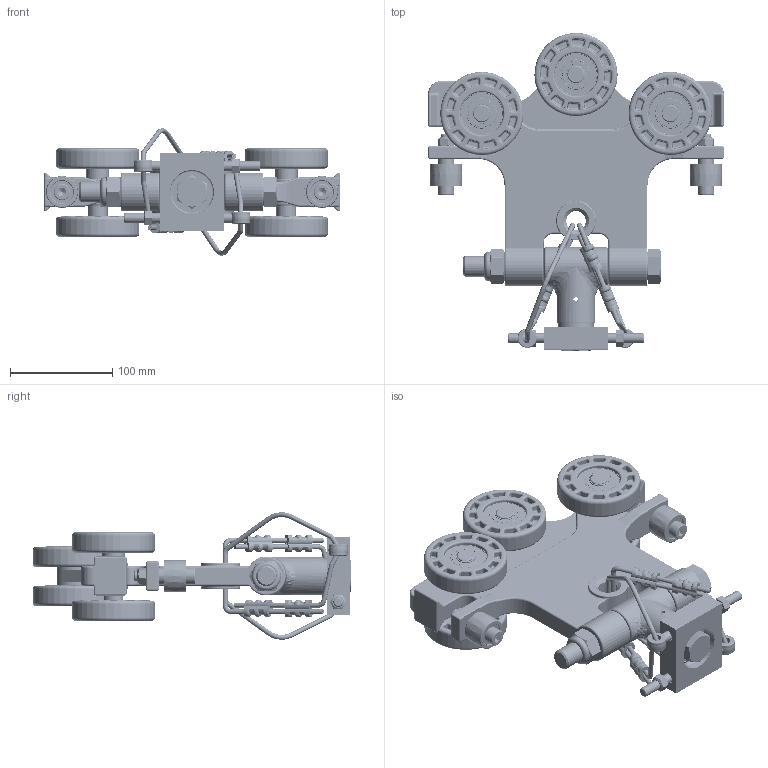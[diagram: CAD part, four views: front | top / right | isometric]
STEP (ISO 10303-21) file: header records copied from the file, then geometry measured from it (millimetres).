
FILE_DESCRIPTION((''),'2;1');
FILE_NAME('22047 ETA-4 TO ETA-8 SINGLE END TRUCK W KU.stp','2011-03-26T11:03:18',('jholman'),(''),'Autodesk Inventor 2011','Autodesk Inventor 2011','');
FILE_SCHEMA(('AUTOMOTIVE_DESIGN { 1 0 10303 214 1 1 1 1 }'));
Length unit declared in the file: inch
Products named in the file (30): 22047; 20069; 3D1105B4D; 3D11JDF4B; 57141; 3D11I6B4A; 32045; 3D11HDF4B; 3D11IDF4A; 3D11H6B4A; 3D11ODF4B; 3D11KDF4A; 3D11MDF4A; 3D11LDF4A; 3D11NDF4A; Hex Nut - UNC (Regular Thread - Inch) 3/8 - 16; Hex Cap Screw - Metric M20 x 180; 3D1173G4D; AS 1420 - Metric M10 x 50; 3D11CUC4C; 3D1195B4B; 3D11T2B4A; 3D11G3B4A; 59965; Hex Cap Screw - Inch 3/4-10 UNC - 2.25; 3D114FD4B; 3D11D9B4B; ANSI/AFBMA 21.1 NT - Thrust Needle Roller And Cage Assembly (Inch) 20NT01; 3D11CGF4D; 3D114OD4A
Assembly tree (57 placements, depth 4):
  22047
    20069
      3D1105B4D
      3D11JDF4B  x2
      57141
      3D11I6B4A  x3
      32045  x6
        3D11HDF4B
        3D11IDF4A
      3D11H6B4A  x6
      3D11ODF4B  x2
        3D11KDF4A
        3D11MDF4A
        3D11LDF4A
        3D11NDF4A
      Hex Nut - UNC (Regular Thread - Inch) 3/8 - 16  x2
      Hex Cap Screw - Metric M20 x 180
      3D1173G4D
      AS 1420 - Metric M10 x 50  x2
    3D11CUC4C
      3D1195B4B
      3D11T2B4A
      3D11G3B4A
      59965
      Hex Cap Screw - Inch 3/4-10 UNC - 2.25
      3D114FD4B  x2
      Hex Nut - UNC (Regular Thread - Inch) 3/8 - 16  x2
      3D11D9B4B  x4
      ANSI/AFBMA 21.1 NT - Thrust Needle Roller And Cage Assembly (Inch) 20NT01  x2
    3D11CGF4D  x2
    3D114OD4A  x4
Bounding box: 288.93 x 310.78 x 124.46 mm (x, y, z)
Volume: 1498460.6 mm3; surface area: 413719.4 mm2
Topology: 92 solids, 94 shells, 6806 faces, 15621 edges, 8647 vertices
Faces by surface type: plane 1805, bspline 1631, torus 1147, cylinder 1045, sphere 770, cone 408
Full cylindrical faces by diameter (mm): 1.016 x12, 1.321 x6, 2 x32, 4.763 x16, 6.35 x2, 7.798 x4, 9.525 x12, 9.754 x2, 10 x2, 11.113 x2, 12.7 x4, 15.392 x2, 15.875 x2, 15.977 x4, 16 x2, 16.954 x12, 16.993 x6, 17.475 x1, 17.602 x1, 17.78 x2, 17.882 x3, 18.974 x1, 19.05 x14, 19.844 x1, 20 x3, 20.638 x3, 22.098 x4, 22.174 x4, 22.225 x7, 22.606 x4
Entity records: 58514 total; most frequent: CARTESIAN_POINT 20775, DIRECTION 7587, ORIENTED_EDGE 7208, EDGE_CURVE 3604, AXIS2_PLACEMENT_3D 3265, VERTEX_POINT 2209, EDGE_LOOP 2173, FACE_OUTER_BOUND 1760
